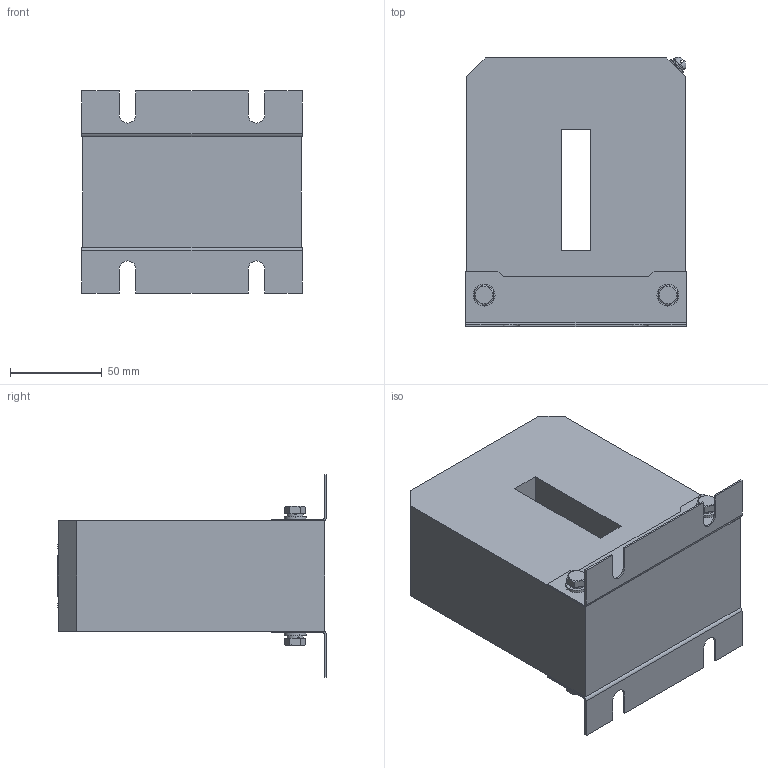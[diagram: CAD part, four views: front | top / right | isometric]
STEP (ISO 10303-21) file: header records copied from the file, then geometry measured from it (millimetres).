
FILE_DESCRIPTION (( 'STEP AP214' ), '1' );
FILE_NAME ('ﾒﾒ-0,66-ﾒﾘﾑ III.STEP', '2023-08-10T19:28:30', ( '' ), ( '' ), 'SwSTEP 2.0', 'SolidWorks 2019', '' );
FILE_SCHEMA (( 'AUTOMOTIVE_DESIGN' ));
Length unit declared in the file: millimetre
Products named in the file (1): ﾒﾒ-0,66-ﾒﾘﾑ III
Bounding box: 120 x 146.32 x 110 mm (x, y, z)
Volume: 980493.1 mm3; surface area: 91892.3 mm2
Topology: 19 solids, 19 shells, 311 faces, 736 edges, 476 vertices
Faces by surface type: plane 165, cylinder 70, bspline 40, cone 20, torus 12, sphere 4
Entity records: 13839 total; most frequent: CARTESIAN_POINT 3212, ORIENTED_EDGE 1472, DIRECTION 1352, EDGE_CURVE 736, VERTEX_POINT 476, AXIS2_PLACEMENT_3D 472, VECTOR 408, LINE 408
